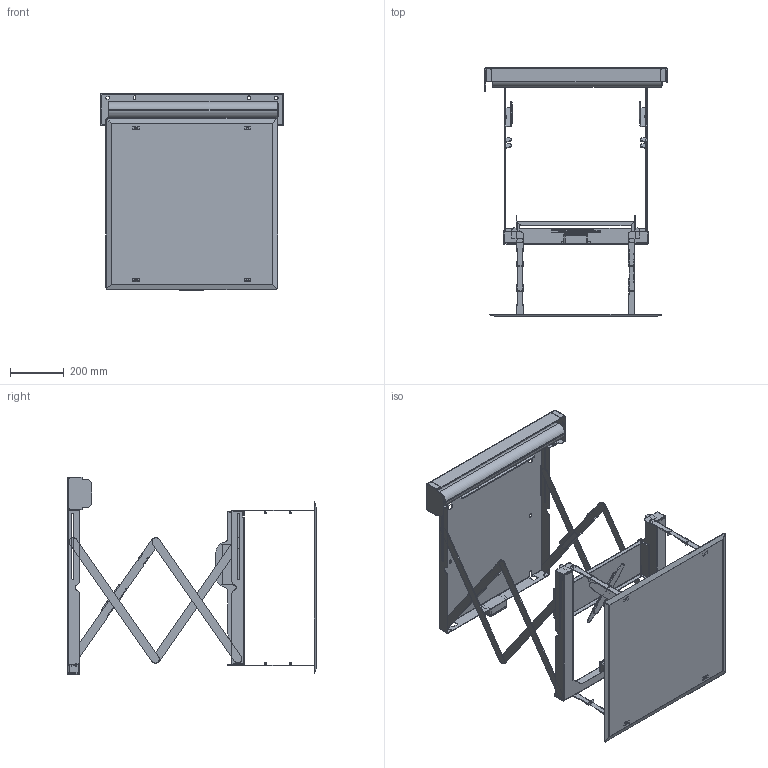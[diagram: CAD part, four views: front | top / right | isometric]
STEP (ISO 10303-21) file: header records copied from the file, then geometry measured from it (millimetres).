
FILE_DESCRIPTION (( 'STEP AP214' ), '1' );
FILE_NAME ('7466000160.STEP', '2019-11-13T08:02:33', ( '' ), ( '' ), 'SwSTEP 2.0', 'SolidWorks 2019', '' );
FILE_SCHEMA (( 'AUTOMOTIVE_DESIGN' ));
Length unit declared in the file: millimetre
Products named in the file (1): 7466000160
Bounding box: 678.5 x 927.97 x 736.3 mm (x, y, z)
Volume: 4908517.4 mm3; surface area: 3198961.3 mm2
Topology: 12 solids, 12 shells, 1708 faces, 4242 edges, 2591 vertices
Faces by surface type: plane 920, cylinder 686, torus 70, bspline 32
Entity records: 56293 total; most frequent: CARTESIAN_POINT 10286, DIRECTION 9106, ORIENTED_EDGE 8484, EDGE_CURVE 4242, AXIS2_PLACEMENT_3D 3271, VERTEX_POINT 2591, VECTOR 2564, LINE 2564
